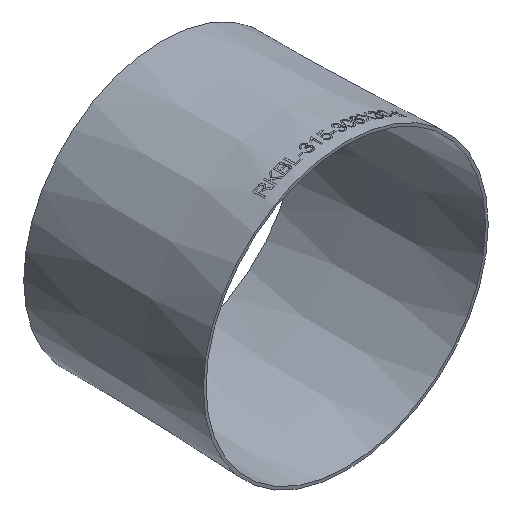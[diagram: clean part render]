
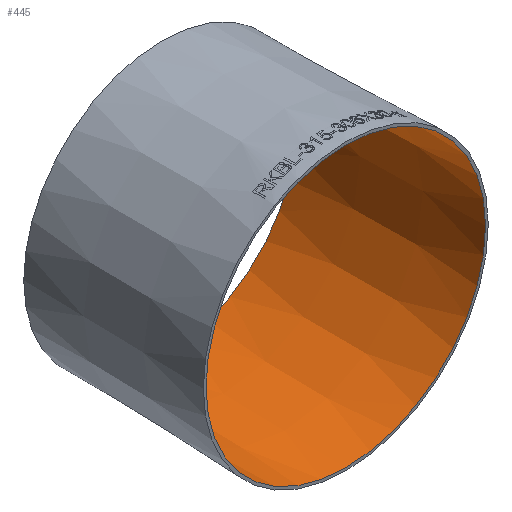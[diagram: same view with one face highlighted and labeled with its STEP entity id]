
A CAD part, isometric view. The second image highlights one B-rep face of the part: STEP entity #445.
In plain terms, the highlighted conical face has half-angle 1.27 degrees and reference radius 154.499 mm.
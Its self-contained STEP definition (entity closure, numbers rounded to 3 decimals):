
#445 = ADVANCED_FACE ( 'NONE', ( #9628, #19746 ), #39444, .F. ) ;
#3015 = DIRECTION ( 'NONE',  ( 0., -1., 0. ) ) ;
#3484 = CIRCLE ( 'NONE', #25998, 149.999 ) ;
#6536 = CARTESIAN_POINT ( 'NONE',  ( 0., 203., 0. ) ) ;
#7458 = VERTEX_POINT ( 'NONE', #14052 ) ;
#9200 = EDGE_LOOP ( 'NONE', ( #19726 ) ) ;
#9233 = AXIS2_PLACEMENT_3D ( 'NONE', #33162, #3015, #16449 ) ;
#9628 = FACE_BOUND ( 'NONE', #9200, .T. ) ;
#10714 = DIRECTION ( 'NONE',  ( 0., -1., 0. ) ) ;
#12823 = EDGE_CURVE ( 'NONE', #34082, #34082, #32625, .T. ) ;
#14052 = CARTESIAN_POINT ( 'NONE',  ( 0., 203., -149.999 ) ) ;
#16449 = DIRECTION ( 'NONE',  ( 0., 0., -1. ) ) ;
#17372 = CARTESIAN_POINT ( 'NONE',  ( 0., 0., -154.499 ) ) ;
#19325 = EDGE_CURVE ( 'NONE', #7458, #7458, #3484, .T. ) ;
#19726 = ORIENTED_EDGE ( 'NONE', *, *, #19325, .F. ) ;
#19746 = FACE_OUTER_BOUND ( 'NONE', #28344, .T. ) ;
#21497 = ORIENTED_EDGE ( 'NONE', *, *, #12823, .T. ) ;
#24127 = DIRECTION ( 'NONE',  ( 0., 0., -1. ) ) ;
#24345 = CARTESIAN_POINT ( 'NONE',  ( 0., 0., 0. ) ) ;
#25998 = AXIS2_PLACEMENT_3D ( 'NONE', #6536, #43515, #32734 ) ;
#28344 = EDGE_LOOP ( 'NONE', ( #21497 ) ) ;
#32625 = CIRCLE ( 'NONE', #39664, 154.499 ) ;
#32734 = DIRECTION ( 'NONE',  ( 0., 0., -1. ) ) ;
#33162 = CARTESIAN_POINT ( 'NONE',  ( 0., 0., 0. ) ) ;
#34082 = VERTEX_POINT ( 'NONE', #17372 ) ;
#39444 = CONICAL_SURFACE ( 'NONE', #9233, 154.499, 0.022 ) ;
#39664 = AXIS2_PLACEMENT_3D ( 'NONE', #24345, #10714, #24127 ) ;
#43515 = DIRECTION ( 'NONE',  ( 0., -1., 0. ) ) ;
